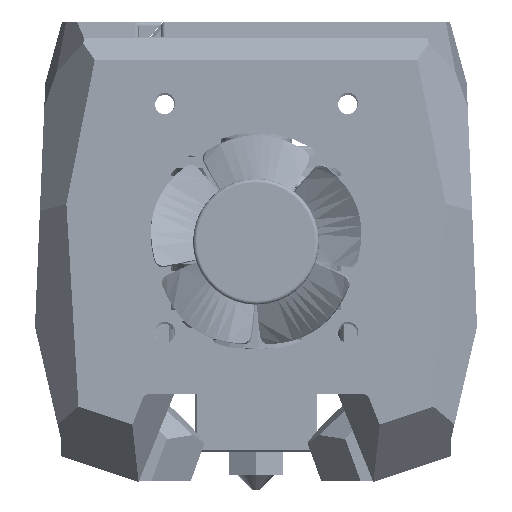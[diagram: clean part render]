
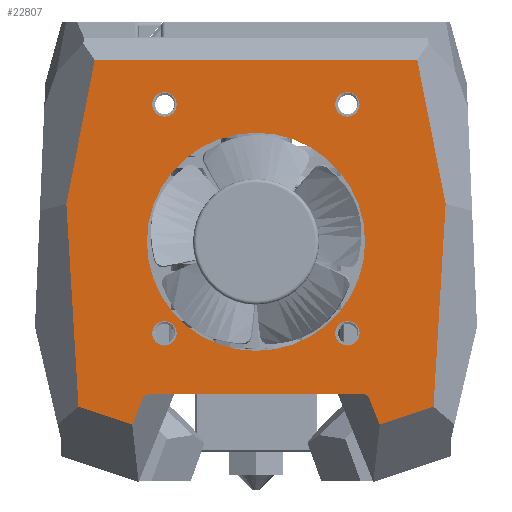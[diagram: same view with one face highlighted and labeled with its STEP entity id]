
A CAD part, front view. The second image highlights one B-rep face of the part: STEP entity #22807.
In plain terms, the highlighted face is planar.
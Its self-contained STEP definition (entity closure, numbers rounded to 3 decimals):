
#809=FACE_BOUND('',#3018,.T.);
#810=FACE_BOUND('',#3019,.T.);
#811=FACE_BOUND('',#3020,.T.);
#812=FACE_BOUND('',#3021,.T.);
#813=FACE_BOUND('',#3022,.T.);
#1000=PLANE('',#24265);
#1701=FACE_OUTER_BOUND('',#3017,.T.);
#3017=EDGE_LOOP('',(#15339,#15340,#15341,#15342,#15343,#15344,#15345,#15346,
#15347,#15348,#15349,#15350));
#3018=EDGE_LOOP('',(#15351));
#3019=EDGE_LOOP('',(#15352));
#3020=EDGE_LOOP('',(#15353));
#3021=EDGE_LOOP('',(#15354));
#3022=EDGE_LOOP('',(#15355));
#4524=LINE('',#33780,#6578);
#4525=LINE('',#33782,#6579);
#4526=LINE('',#33784,#6580);
#4527=LINE('',#33786,#6581);
#4528=LINE('',#33788,#6582);
#4529=LINE('',#33790,#6583);
#4530=LINE('',#33792,#6584);
#4531=LINE('',#33794,#6585);
#4532=LINE('',#33796,#6586);
#4533=LINE('',#33798,#6587);
#4534=LINE('',#33800,#6588);
#4535=LINE('',#33801,#6589);
#6578=VECTOR('',#26761,1000.);
#6579=VECTOR('',#26762,10.);
#6580=VECTOR('',#26763,1000.);
#6581=VECTOR('',#26764,1000.);
#6582=VECTOR('',#26765,1000.);
#6583=VECTOR('',#26766,1000.);
#6584=VECTOR('',#26767,1000.);
#6585=VECTOR('',#26768,10.);
#6586=VECTOR('',#26769,1000.);
#6587=VECTOR('',#26770,1000.);
#6588=VECTOR('',#26771,1000.);
#6589=VECTOR('',#26772,1000.);
#8631=CIRCLE('',#24263,1.6);
#8633=CIRCLE('',#24266,1.6);
#8634=CIRCLE('',#24267,1.6);
#8635=CIRCLE('',#24268,1.6);
#8636=CIRCLE('',#24269,14.3);
#9594=VERTEX_POINT('',#33772);
#9596=VERTEX_POINT('',#33778);
#9597=VERTEX_POINT('',#33779);
#9598=VERTEX_POINT('',#33781);
#9599=VERTEX_POINT('',#33783);
#9600=VERTEX_POINT('',#33785);
#9601=VERTEX_POINT('',#33787);
#9602=VERTEX_POINT('',#33789);
#9603=VERTEX_POINT('',#33791);
#9604=VERTEX_POINT('',#33793);
#9605=VERTEX_POINT('',#33795);
#9606=VERTEX_POINT('',#33797);
#9607=VERTEX_POINT('',#33799);
#9608=VERTEX_POINT('',#33802);
#9609=VERTEX_POINT('',#33804);
#9610=VERTEX_POINT('',#33806);
#9611=VERTEX_POINT('',#33808);
#11843=EDGE_CURVE('',#9594,#9594,#8631,.T.);
#11846=EDGE_CURVE('',#9596,#9597,#4524,.T.);
#11847=EDGE_CURVE('',#9598,#9597,#4525,.T.);
#11848=EDGE_CURVE('',#9599,#9598,#4526,.T.);
#11849=EDGE_CURVE('',#9600,#9599,#4527,.T.);
#11850=EDGE_CURVE('',#9600,#9601,#4528,.T.);
#11851=EDGE_CURVE('',#9601,#9602,#4529,.T.);
#11852=EDGE_CURVE('',#9602,#9603,#4530,.T.);
#11853=EDGE_CURVE('',#9604,#9603,#4531,.T.);
#11854=EDGE_CURVE('',#9604,#9605,#4532,.T.);
#11855=EDGE_CURVE('',#9605,#9606,#4533,.T.);
#11856=EDGE_CURVE('',#9606,#9607,#4534,.T.);
#11857=EDGE_CURVE('',#9596,#9607,#4535,.T.);
#11858=EDGE_CURVE('',#9608,#9608,#8633,.T.);
#11859=EDGE_CURVE('',#9609,#9609,#8634,.T.);
#11860=EDGE_CURVE('',#9610,#9610,#8635,.T.);
#11861=EDGE_CURVE('',#9611,#9611,#8636,.T.);
#15339=ORIENTED_EDGE('',*,*,#11846,.T.);
#15340=ORIENTED_EDGE('',*,*,#11847,.F.);
#15341=ORIENTED_EDGE('',*,*,#11848,.F.);
#15342=ORIENTED_EDGE('',*,*,#11849,.F.);
#15343=ORIENTED_EDGE('',*,*,#11850,.T.);
#15344=ORIENTED_EDGE('',*,*,#11851,.T.);
#15345=ORIENTED_EDGE('',*,*,#11852,.T.);
#15346=ORIENTED_EDGE('',*,*,#11853,.F.);
#15347=ORIENTED_EDGE('',*,*,#11854,.T.);
#15348=ORIENTED_EDGE('',*,*,#11855,.T.);
#15349=ORIENTED_EDGE('',*,*,#11856,.T.);
#15350=ORIENTED_EDGE('',*,*,#11857,.F.);
#15351=ORIENTED_EDGE('',*,*,#11858,.F.);
#15352=ORIENTED_EDGE('',*,*,#11859,.F.);
#15353=ORIENTED_EDGE('',*,*,#11860,.F.);
#15354=ORIENTED_EDGE('',*,*,#11861,.T.);
#15355=ORIENTED_EDGE('',*,*,#11843,.F.);
#22807=ADVANCED_FACE('',(#1701,#809,#810,#811,#812,#813),#1000,.T.);
#24263=AXIS2_PLACEMENT_3D('',#33773,#26754,#26755);
#24265=AXIS2_PLACEMENT_3D('',#33777,#26759,#26760);
#24266=AXIS2_PLACEMENT_3D('',#33803,#26773,#26774);
#24267=AXIS2_PLACEMENT_3D('',#33805,#26775,#26776);
#24268=AXIS2_PLACEMENT_3D('',#33807,#26777,#26778);
#24269=AXIS2_PLACEMENT_3D('',#33809,#26779,#26780);
#26754=DIRECTION('center_axis',(-1.,0.,0.));
#26755=DIRECTION('ref_axis',(0.,-1.,0.));
#26759=DIRECTION('center_axis',(-1.,0.,0.));
#26760=DIRECTION('ref_axis',(0.,0.,
1.));
#26761=DIRECTION('',(0.,0.193,0.981));
#26762=DIRECTION('',(0.,-1.,0.));
#26763=DIRECTION('',(0.,-0.193,0.981));
#26764=DIRECTION('',(0.,0.06,0.998));
#26765=DIRECTION('',(0.,-0.949,-0.317));
#26766=DIRECTION('',(0.,-0.375,0.927));
#26767=DIRECTION('',(0.,-0.879,0.477));
#26768=DIRECTION('',(0.,1.,0.));
#26769=DIRECTION('',(0.,-0.879,-0.477));
#26770=DIRECTION('',(0.,-0.375,-0.927));
#26771=DIRECTION('',(0.,-0.949,0.317));
#26772=DIRECTION('',(0.,0.06,-0.998));
#26773=DIRECTION('center_axis',(-1.,0.,0.));
#26774=DIRECTION('ref_axis',(0.,-1.,0.));
#26775=DIRECTION('center_axis',(-1.,0.,0.));
#26776=DIRECTION('ref_axis',(0.,-1.,0.));
#26777=DIRECTION('center_axis',(-1.,0.,0.));
#26778=DIRECTION('ref_axis',(0.,-1.,0.));
#26779=DIRECTION('center_axis',(1.,0.,0.));
#26780=DIRECTION('ref_axis',(0.,-1.,0.));
#33772=CARTESIAN_POINT('',(-40.25,106.629,-5.306));
#33773=CARTESIAN_POINT('Origin',(-40.25,105.029,-5.306));
#33777=CARTESIAN_POINT('Origin',(-40.25,117.005,31.99));
#33778=CARTESIAN_POINT('',(-40.25,92.153,11.648));
#33779=CARTESIAN_POINT('',(-40.25,95.867,30.5));
#33780=CARTESIAN_POINT('',(-40.25,96.939,35.943));
#33781=CARTESIAN_POINT('',(-40.25,138.143,30.5));
#33782=CARTESIAN_POINT('',(-40.25,129.857,30.5));
#33783=CARTESIAN_POINT('',(-40.25,141.857,11.648));
#33784=CARTESIAN_POINT('',(-40.25,142.521,8.277));
#33785=CARTESIAN_POINT('',(-40.25,140.27,-14.929));
#33786=CARTESIAN_POINT('',(-40.25,141.374,3.554));
#33787=CARTESIAN_POINT('',(-40.25,133.224,-17.281));
#33788=CARTESIAN_POINT('',(-40.25,133.43,-17.212));
#33789=CARTESIAN_POINT('',(-40.25,131.695,-13.506));
#33790=CARTESIAN_POINT('',(-40.25,113.793,30.689));
#33791=CARTESIAN_POINT('',(-40.25,131.327,-13.306));
#33792=CARTESIAN_POINT('',(-40.25,101.275,3.));
#33793=CARTESIAN_POINT('',(-40.25,102.683,-13.306));
#33794=CARTESIAN_POINT('',(-40.25,110.695,-13.306));
#33795=CARTESIAN_POINT('',(-40.25,102.315,-13.506));
#33796=CARTESIAN_POINT('',(-40.25,132.735,3.));
#33797=CARTESIAN_POINT('',(-40.25,100.785,-17.281));
#33798=CARTESIAN_POINT('',(-40.25,120.216,30.689));
#33799=CARTESIAN_POINT('',(-40.25,93.739,-14.929));
#33800=CARTESIAN_POINT('',(-40.25,100.579,-17.212));
#33801=CARTESIAN_POINT('',(-40.25,92.636,3.554));
#33802=CARTESIAN_POINT('',(-40.25,130.605,-5.306));
#33803=CARTESIAN_POINT('Origin',(-40.25,129.005,-5.306));
#33804=CARTESIAN_POINT('',(-40.25,130.605,24.694));
#33805=CARTESIAN_POINT('Origin',(-40.25,129.005,24.694));
#33806=CARTESIAN_POINT('',(-40.25,106.629,24.694));
#33807=CARTESIAN_POINT('Origin',(-40.25,105.029,24.694));
#33808=CARTESIAN_POINT('',(-40.25,131.305,6.694));
#33809=CARTESIAN_POINT('Origin',(-40.25,117.005,6.694));
